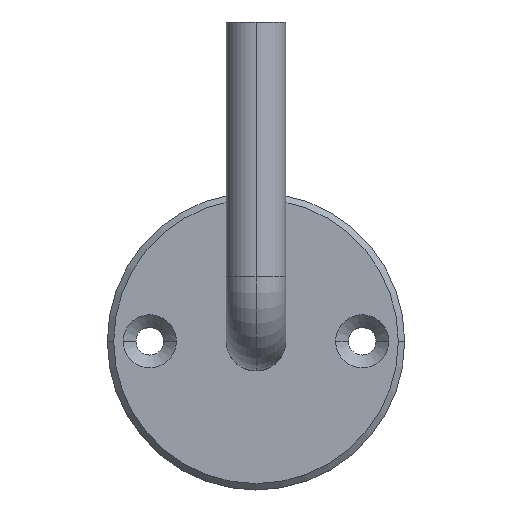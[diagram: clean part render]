
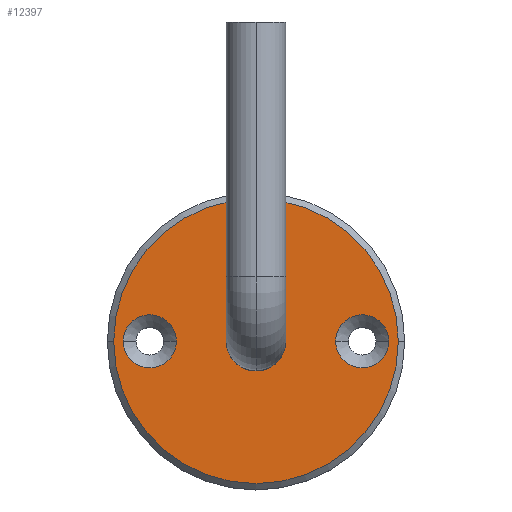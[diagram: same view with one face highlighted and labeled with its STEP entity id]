
A CAD part, top view. The second image highlights one B-rep face of the part: STEP entity #12397.
In plain terms, the highlighted planar face has unit normal (0, 0, 1).
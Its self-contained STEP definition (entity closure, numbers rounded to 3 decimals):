
#216 = VERTEX_POINT ( 'NONE', #1915 ) ;
#232 = FACE_BOUND ( 'NONE', #15295, .T. ) ;
#277 = CIRCLE ( 'NONE', #4793, 6.25 ) ;
#703 = CARTESIAN_POINT ( 'NONE',  ( 0., 0., 6. ) ) ;
#792 = CIRCLE ( 'NONE', #4681, 4.25 ) ;
#1135 = AXIS2_PLACEMENT_3D ( 'NONE', #14712, #5038, #7490 ) ;
#1684 = ORIENTED_EDGE ( 'NONE', *, *, #6063, .F. ) ;
#1763 = AXIS2_PLACEMENT_3D ( 'NONE', #8344, #6423, #8859 ) ;
#1902 = EDGE_LOOP ( 'NONE', ( #1684, #5396 ) ) ;
#1915 = CARTESIAN_POINT ( 'NONE',  ( 18.75, 0., 6. ) ) ;
#1960 = ORIENTED_EDGE ( 'NONE', *, *, #9348, .F. ) ;
#2222 = CARTESIAN_POINT ( 'NONE',  ( 0., 0., 6. ) ) ;
#2380 = DIRECTION ( 'NONE',  ( 0., 0., 1. ) ) ;
#2885 = DIRECTION ( 'NONE',  ( 0., 0., 1. ) ) ;
#2938 = CIRCLE ( 'NONE', #10420, 6.25 ) ;
#3420 = CARTESIAN_POINT ( 'NONE',  ( -4.25, 0., 6. ) ) ;
#3488 = EDGE_LOOP ( 'NONE', ( #15179, #9353 ) ) ;
#3620 = CARTESIAN_POINT ( 'NONE',  ( -18.75, 0., 6. ) ) ;
#3762 = DIRECTION ( 'NONE',  ( 0., 0., 1. ) ) ;
#3857 = CARTESIAN_POINT ( 'NONE',  ( 4.25, 0., 6. ) ) ;
#4237 = DIRECTION ( 'NONE',  ( 0., 0., 1. ) ) ;
#4623 = EDGE_CURVE ( 'NONE', #216, #13067, #2938, .T. ) ;
#4681 = AXIS2_PLACEMENT_3D ( 'NONE', #703, #4237, #13822 ) ;
#4695 = EDGE_CURVE ( 'NONE', #15014, #12215, #15359, .T. ) ;
#4793 = AXIS2_PLACEMENT_3D ( 'NONE', #5366, #2885, #5319 ) ;
#4965 = EDGE_CURVE ( 'NONE', #11421, #12151, #11028, .T. ) ;
#5038 = DIRECTION ( 'NONE',  ( 0., 0., 1. ) ) ;
#5156 = CARTESIAN_POINT ( 'NONE',  ( -31.25, 0., 6. ) ) ;
#5319 = DIRECTION ( 'NONE',  ( 1., 0., 0. ) ) ;
#5343 = VERTEX_POINT ( 'NONE', #3420 ) ;
#5366 = CARTESIAN_POINT ( 'NONE',  ( 25., 0., 6. ) ) ;
#5396 = ORIENTED_EDGE ( 'NONE', *, *, #10626, .F. ) ;
#6063 = EDGE_CURVE ( 'NONE', #5343, #13145, #14663, .T. ) ;
#6124 = DIRECTION ( 'NONE',  ( 1., 0., 0. ) ) ;
#6243 = FACE_OUTER_BOUND ( 'NONE', #3488, .T. ) ;
#6314 = DIRECTION ( 'NONE',  ( 1., 0., 0. ) ) ;
#6423 = DIRECTION ( 'NONE',  ( 0., 0., 1. ) ) ;
#6429 = DIRECTION ( 'NONE',  ( 0., 0., 1. ) ) ;
#6442 = ORIENTED_EDGE ( 'NONE', *, *, #4695, .F. ) ;
#7241 = CIRCLE ( 'NONE', #1763, 33.5 ) ;
#7313 = AXIS2_PLACEMENT_3D ( 'NONE', #13520, #6429, #6314 ) ;
#7416 = EDGE_CURVE ( 'NONE', #12151, #11421, #7241, .T. ) ;
#7490 = DIRECTION ( 'NONE',  ( 1., 0., 0. ) ) ;
#8128 = CIRCLE ( 'NONE', #7313, 6.25 ) ;
#8344 = CARTESIAN_POINT ( 'NONE',  ( 0., 0., 6. ) ) ;
#8353 = CARTESIAN_POINT ( 'NONE',  ( -33.5, 0., 6. ) ) ;
#8620 = AXIS2_PLACEMENT_3D ( 'NONE', #14540, #3762, #14436 ) ;
#8677 = CARTESIAN_POINT ( 'NONE',  ( 25., 0., 6. ) ) ;
#8812 = DIRECTION ( 'NONE',  ( 0., 0., 1. ) ) ;
#8859 = DIRECTION ( 'NONE',  ( 1., 0., 0. ) ) ;
#8921 = PLANE ( 'NONE',  #11561 ) ;
#8963 = DIRECTION ( 'NONE',  ( 1., 0., 0. ) ) ;
#9348 = EDGE_CURVE ( 'NONE', #13067, #216, #277, .T. ) ;
#9353 = ORIENTED_EDGE ( 'NONE', *, *, #4965, .T. ) ;
#9537 = EDGE_LOOP ( 'NONE', ( #1960, #13065 ) ) ;
#9659 = DIRECTION ( 'NONE',  ( 0., 0., 1. ) ) ;
#10234 = FACE_BOUND ( 'NONE', #9537, .T. ) ;
#10420 = AXIS2_PLACEMENT_3D ( 'NONE', #8677, #9659, #6124 ) ;
#10441 = ORIENTED_EDGE ( 'NONE', *, *, #12367, .F. ) ;
#10626 = EDGE_CURVE ( 'NONE', #13145, #5343, #792, .T. ) ;
#11028 = CIRCLE ( 'NONE', #12343, 33.5 ) ;
#11421 = VERTEX_POINT ( 'NONE', #12654 ) ;
#11561 = AXIS2_PLACEMENT_3D ( 'NONE', #14775, #8812, #8963 ) ;
#12151 = VERTEX_POINT ( 'NONE', #8353 ) ;
#12215 = VERTEX_POINT ( 'NONE', #3620 ) ;
#12343 = AXIS2_PLACEMENT_3D ( 'NONE', #2222, #2380, #13169 ) ;
#12367 = EDGE_CURVE ( 'NONE', #12215, #15014, #8128, .T. ) ;
#12397 = ADVANCED_FACE ( 'NONE', ( #15455, #232, #10234, #6243 ), #8921, .T. ) ;
#12654 = CARTESIAN_POINT ( 'NONE',  ( 33.5, 0., 6. ) ) ;
#13065 = ORIENTED_EDGE ( 'NONE', *, *, #4623, .F. ) ;
#13067 = VERTEX_POINT ( 'NONE', #14530 ) ;
#13145 = VERTEX_POINT ( 'NONE', #3857 ) ;
#13169 = DIRECTION ( 'NONE',  ( 1., 0., 0. ) ) ;
#13520 = CARTESIAN_POINT ( 'NONE',  ( -25., 0., 6. ) ) ;
#13822 = DIRECTION ( 'NONE',  ( 1., 0., 0. ) ) ;
#14436 = DIRECTION ( 'NONE',  ( 1., 0., 0. ) ) ;
#14530 = CARTESIAN_POINT ( 'NONE',  ( 31.25, 0., 6. ) ) ;
#14540 = CARTESIAN_POINT ( 'NONE',  ( -25., 0., 6. ) ) ;
#14663 = CIRCLE ( 'NONE', #1135, 4.25 ) ;
#14712 = CARTESIAN_POINT ( 'NONE',  ( 0., 0., 6. ) ) ;
#14775 = CARTESIAN_POINT ( 'NONE',  ( 0., 0., 6. ) ) ;
#15014 = VERTEX_POINT ( 'NONE', #5156 ) ;
#15179 = ORIENTED_EDGE ( 'NONE', *, *, #7416, .T. ) ;
#15295 = EDGE_LOOP ( 'NONE', ( #10441, #6442 ) ) ;
#15359 = CIRCLE ( 'NONE', #8620, 6.25 ) ;
#15455 = FACE_BOUND ( 'NONE', #1902, .T. ) ;
